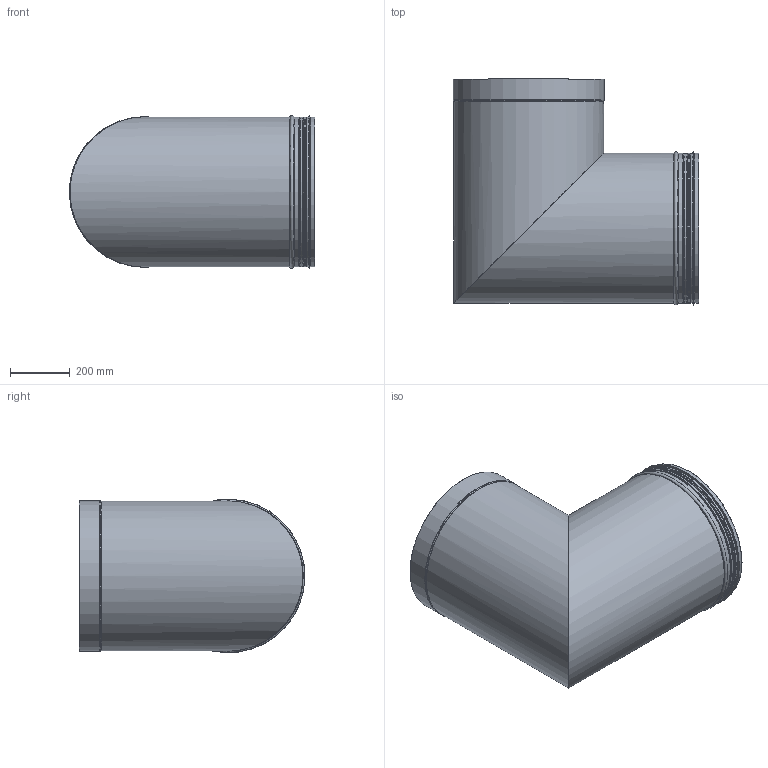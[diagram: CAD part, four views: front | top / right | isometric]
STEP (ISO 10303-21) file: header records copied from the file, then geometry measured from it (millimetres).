
FILE_DESCRIPTION(/* description */ ('Rörämne böj imkanal'),/* implementation_level */ '2;1');
FILE_NAME(/* name */ 'HIBKH-90-07.stp',/* time_stamp */ '2015-06-02T12:31:53+02:00',/* author */ ('John'),/* organization */ (''),/* preprocessor_version */ 'ST-DEVELOPER v15.6',/* originating_system */ 'Autodesk Inventor 2015',/* authorisation */ '');
FILE_SCHEMA (('AUTOMOTIVE_DESIGN { 1 0 10303 214 3 1 1 }'));
Length unit declared in the file: millimetre
Products named in the file (5): HIBKH-90-AA-7; HIBKH-90-AB-7; HIK-AA-8; HIK-AB-8; HIBKH-90-07
Assembly tree (4 placements, depth 2):
  HIBKH-90-07
    HIBKH-90-AA-7
    HIBKH-90-AB-7
    HIK-AA-8
    HIK-AB-8
Bounding box: 822.6 x 757.12 x 514.25 mm (x, y, z)
Volume: 1781043.4 mm3; surface area: 3521566.9 mm2
Topology: 4 solids, 4 shells, 126 faces, 248 edges, 130 vertices
Faces by surface type: plane 60, torus 32, cylinder 22, cone 12
Full cylindrical faces by diameter (mm): 497 x2, 500.6 x2, 501.6 x1, 514.6 x1
Entity records: 3335 total; most frequent: DIRECTION 630, CARTESIAN_POINT 499, ORIENTED_EDGE 468, AXIS2_PLACEMENT_3D 261, EDGE_CURVE 234, EDGE_LOOP 144, VERTEX_POINT 130, STYLED_ITEM 130
